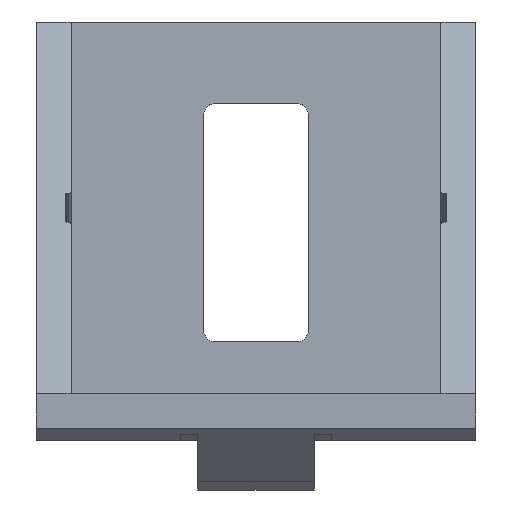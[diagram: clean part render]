
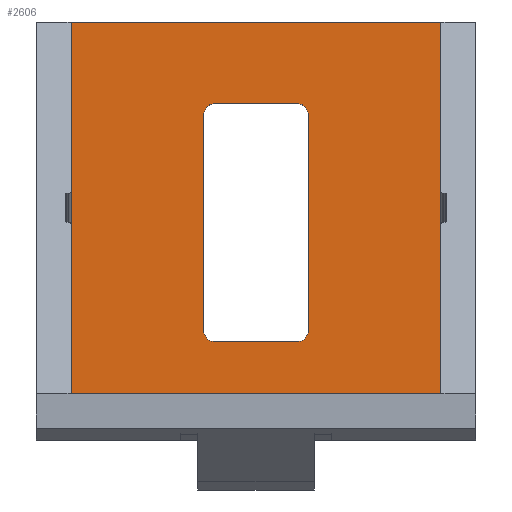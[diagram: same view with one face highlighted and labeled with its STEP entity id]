
A CAD part, top view. The second image highlights one B-rep face of the part: STEP entity #2606.
In plain terms, the highlighted planar face has unit normal (0, 0, 1).
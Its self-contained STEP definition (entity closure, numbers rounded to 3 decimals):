
#74 = EDGE_CURVE ( 'NONE', #4486, #5058, #4168, .T. ) ;
#119 = LINE ( 'NONE', #151, #2438 ) ;
#151 = CARTESIAN_POINT ( 'NONE',  ( 15.9, -14., -14. ) ) ;
#157 = ORIENTED_EDGE ( 'NONE', *, *, #2528, .T. ) ;
#163 = DIRECTION ( 'NONE',  ( 0., 0., -1. ) ) ;
#195 = LINE ( 'NONE', #3088, #1282 ) ;
#256 = AXIS2_PLACEMENT_3D ( 'NONE', #2288, #5196, #2795 ) ;
#259 = DIRECTION ( 'NONE',  ( 1., 0., 0. ) ) ;
#268 = DIRECTION ( 'NONE',  ( 0., 0., -1. ) ) ;
#287 = CARTESIAN_POINT ( 'NONE',  ( 4.5, 11., -14. ) ) ;
#313 = ORIENTED_EDGE ( 'NONE', *, *, #1032, .F. ) ;
#413 = EDGE_LOOP ( 'NONE', ( #1806, #1802, #313, #3532 ) ) ;
#462 = CIRCLE ( 'NONE', #4947, 1. ) ;
#590 = DIRECTION ( 'NONE',  ( 1., 0., 0. ) ) ;
#596 = CARTESIAN_POINT ( 'NONE',  ( -4.5, 11., -14. ) ) ;
#612 = CARTESIAN_POINT ( 'NONE',  ( 15.9, 18., -14. ) ) ;
#911 = VERTEX_POINT ( 'NONE', #2533 ) ;
#969 = DIRECTION ( 'NONE',  ( 0., -1., 0. ) ) ;
#1032 = EDGE_CURVE ( 'NONE', #3090, #4573, #4298, .T. ) ;
#1047 = CARTESIAN_POINT ( 'NONE',  ( -3.5, 11., -14. ) ) ;
#1106 = EDGE_CURVE ( 'NONE', #1713, #1690, #2767, .T. ) ;
#1155 = LINE ( 'NONE', #3467, #1653 ) ;
#1195 = DIRECTION ( 'NONE',  ( 0., 1., 0. ) ) ;
#1282 = VECTOR ( 'NONE', #4738, 1000. ) ;
#1316 = CARTESIAN_POINT ( 'NONE',  ( -3.5, -8.5, -14. ) ) ;
#1376 = DIRECTION ( 'NONE',  ( 1., 0., 0. ) ) ;
#1447 = VECTOR ( 'NONE', #3900, 1000. ) ;
#1496 = DIRECTION ( 'NONE',  ( 0., -1., 0. ) ) ;
#1507 = CARTESIAN_POINT ( 'NONE',  ( 15.9, -14., -14. ) ) ;
#1508 = LINE ( 'NONE', #3592, #4722 ) ;
#1556 = AXIS2_PLACEMENT_3D ( 'NONE', #2189, #268, #5229 ) ;
#1638 = VECTOR ( 'NONE', #1376, 1000. ) ;
#1653 = VECTOR ( 'NONE', #969, 1000. ) ;
#1657 = ORIENTED_EDGE ( 'NONE', *, *, #74, .T. ) ;
#1690 = VERTEX_POINT ( 'NONE', #1047 ) ;
#1713 = VERTEX_POINT ( 'NONE', #3959 ) ;
#1802 = ORIENTED_EDGE ( 'NONE', *, *, #2738, .F. ) ;
#1806 = ORIENTED_EDGE ( 'NONE', *, *, #4473, .T. ) ;
#2035 = FACE_OUTER_BOUND ( 'NONE', #413, .T. ) ;
#2071 = EDGE_CURVE ( 'NONE', #2504, #1690, #3406, .T. ) ;
#2156 = DIRECTION ( 'NONE',  ( -1., 0., 0. ) ) ;
#2185 = ORIENTED_EDGE ( 'NONE', *, *, #2250, .F. ) ;
#2189 = CARTESIAN_POINT ( 'NONE',  ( 15.9, 18., -14. ) ) ;
#2250 = EDGE_CURVE ( 'NONE', #1713, #911, #1508, .T. ) ;
#2281 = VERTEX_POINT ( 'NONE', #4910 ) ;
#2288 = CARTESIAN_POINT ( 'NONE',  ( -3.5, 10., -14. ) ) ;
#2407 = LINE ( 'NONE', #287, #5359 ) ;
#2438 = VECTOR ( 'NONE', #259, 1000. ) ;
#2458 = DIRECTION ( 'NONE',  ( 0., 0., -1. ) ) ;
#2504 = VERTEX_POINT ( 'NONE', #3121 ) ;
#2528 = EDGE_CURVE ( 'NONE', #2746, #911, #3209, .T. ) ;
#2533 = CARTESIAN_POINT ( 'NONE',  ( -4.5, -8.5, -14. ) ) ;
#2602 = EDGE_LOOP ( 'NONE', ( #5324, #157, #2185, #4320, #2949, #3775, #5208, #1657 ) ) ;
#2606 = ADVANCED_FACE ( 'NONE', ( #5150, #2035 ), #2788, .F. ) ;
#2644 = EDGE_CURVE ( 'NONE', #4486, #4214, #2407, .T. ) ;
#2646 = CARTESIAN_POINT ( 'NONE',  ( 3.5, -8.5, -14. ) ) ;
#2738 = EDGE_CURVE ( 'NONE', #4573, #3699, #195, .T. ) ;
#2746 = VERTEX_POINT ( 'NONE', #5137 ) ;
#2767 = CIRCLE ( 'NONE', #256, 1. ) ;
#2771 = EDGE_CURVE ( 'NONE', #3090, #2281, #1155, .T. ) ;
#2788 = PLANE ( 'NONE',  #1556 ) ;
#2795 = DIRECTION ( 'NONE',  ( -1., 0., 0. ) ) ;
#2863 = CARTESIAN_POINT ( 'NONE',  ( 4.5, 10., -14. ) ) ;
#2949 = ORIENTED_EDGE ( 'NONE', *, *, #2071, .F. ) ;
#3088 = CARTESIAN_POINT ( 'NONE',  ( 15.9, 18., -14. ) ) ;
#3090 = VERTEX_POINT ( 'NONE', #3379 ) ;
#3120 = CARTESIAN_POINT ( 'NONE',  ( 4.5, -8.5, -14. ) ) ;
#3121 = CARTESIAN_POINT ( 'NONE',  ( 3.5, 11., -14. ) ) ;
#3209 = CIRCLE ( 'NONE', #4749, 1. ) ;
#3379 = CARTESIAN_POINT ( 'NONE',  ( -15.9, 18., -14. ) ) ;
#3406 = LINE ( 'NONE', #596, #1447 ) ;
#3463 = DIRECTION ( 'NONE',  ( -1., 0., 0. ) ) ;
#3467 = CARTESIAN_POINT ( 'NONE',  ( -15.9, 18., -14. ) ) ;
#3532 = ORIENTED_EDGE ( 'NONE', *, *, #2771, .T. ) ;
#3592 = CARTESIAN_POINT ( 'NONE',  ( -4.5, 11., -14. ) ) ;
#3603 = DIRECTION ( 'NONE',  ( -1., 0., 0. ) ) ;
#3685 = EDGE_CURVE ( 'NONE', #2504, #4214, #462, .T. ) ;
#3699 = VERTEX_POINT ( 'NONE', #1507 ) ;
#3775 = ORIENTED_EDGE ( 'NONE', *, *, #3685, .T. ) ;
#3811 = CARTESIAN_POINT ( 'NONE',  ( 3.5, -9.5, -14. ) ) ;
#3879 = CARTESIAN_POINT ( 'NONE',  ( -4.5, -9.5, -14. ) ) ;
#3900 = DIRECTION ( 'NONE',  ( -1., 0., 0. ) ) ;
#3959 = CARTESIAN_POINT ( 'NONE',  ( -4.5, 10., -14. ) ) ;
#4168 = CIRCLE ( 'NONE', #4982, 1. ) ;
#4214 = VERTEX_POINT ( 'NONE', #2863 ) ;
#4298 = LINE ( 'NONE', #4718, #5353 ) ;
#4320 = ORIENTED_EDGE ( 'NONE', *, *, #1106, .T. ) ;
#4473 = EDGE_CURVE ( 'NONE', #2281, #3699, #119, .T. ) ;
#4486 = VERTEX_POINT ( 'NONE', #3120 ) ;
#4543 = EDGE_CURVE ( 'NONE', #2746, #5058, #5111, .T. ) ;
#4573 = VERTEX_POINT ( 'NONE', #612 ) ;
#4718 = CARTESIAN_POINT ( 'NONE',  ( 15.9, 18., -14. ) ) ;
#4722 = VECTOR ( 'NONE', #1496, 1000. ) ;
#4738 = DIRECTION ( 'NONE',  ( 0., -1., 0. ) ) ;
#4749 = AXIS2_PLACEMENT_3D ( 'NONE', #1316, #5079, #2156 ) ;
#4910 = CARTESIAN_POINT ( 'NONE',  ( -15.9, -14., -14. ) ) ;
#4947 = AXIS2_PLACEMENT_3D ( 'NONE', #5362, #2458, #3603 ) ;
#4982 = AXIS2_PLACEMENT_3D ( 'NONE', #2646, #163, #3463 ) ;
#5058 = VERTEX_POINT ( 'NONE', #3811 ) ;
#5079 = DIRECTION ( 'NONE',  ( 0., 0., -1. ) ) ;
#5111 = LINE ( 'NONE', #3879, #1638 ) ;
#5137 = CARTESIAN_POINT ( 'NONE',  ( -3.5, -9.5, -14. ) ) ;
#5150 = FACE_BOUND ( 'NONE', #2602, .T. ) ;
#5196 = DIRECTION ( 'NONE',  ( 0., 0., -1. ) ) ;
#5208 = ORIENTED_EDGE ( 'NONE', *, *, #2644, .F. ) ;
#5229 = DIRECTION ( 'NONE',  ( -1., 0., 0. ) ) ;
#5324 = ORIENTED_EDGE ( 'NONE', *, *, #4543, .F. ) ;
#5353 = VECTOR ( 'NONE', #590, 1000. ) ;
#5359 = VECTOR ( 'NONE', #1195, 1000. ) ;
#5362 = CARTESIAN_POINT ( 'NONE',  ( 3.5, 10., -14. ) ) ;
